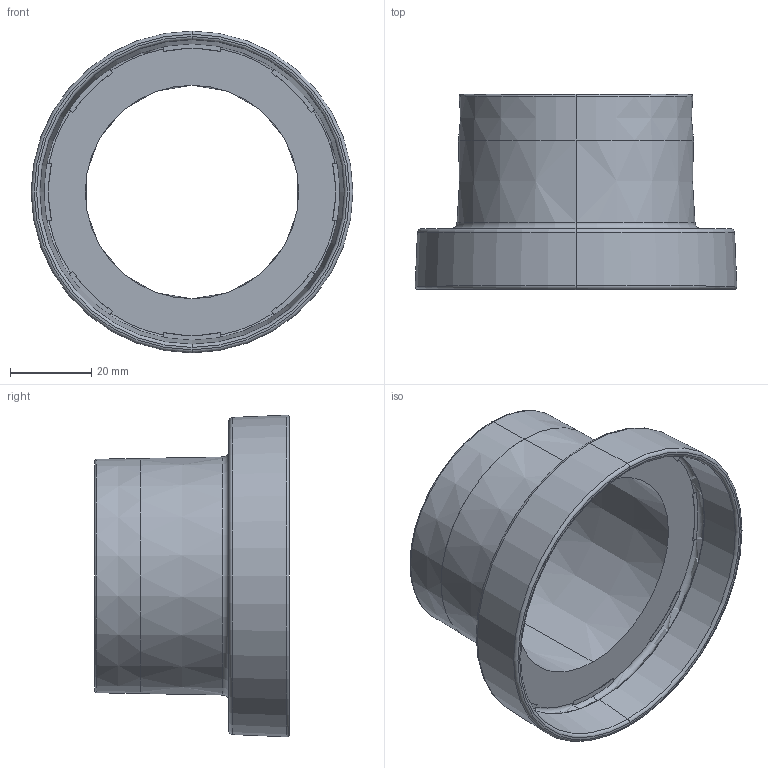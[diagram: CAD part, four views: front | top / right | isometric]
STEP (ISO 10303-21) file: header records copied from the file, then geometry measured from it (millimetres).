
FILE_DESCRIPTION (( 'STEP AP203' ), '1' );
FILE_NAME ('Shop Vacuum Adapter.STEP', '2005-02-04T17:49:03', ( 'mark lockwood' ), ( 'lockwood products inc.' ), 'SwSTEP 2.0', 'SolidWorks 2004146', '' );
FILE_SCHEMA (( 'CONFIG_CONTROL_DESIGN' ));
Length unit declared in the file: inch
Products named in the file (1): Shop Vacuum Adapter
Bounding box: 79.29 x 48.03 x 79.29 mm (x, y, z)
Volume: 27617.7 mm3; surface area: 23231 mm2
Topology: 1 solids, 1 shells, 66 faces, 164 edges, 102 vertices
Faces by surface type: plane 28, torus 20, cone 18
Entity records: 2081 total; most frequent: DIRECTION 404, CARTESIAN_POINT 333, ORIENTED_EDGE 328, AXIS2_PLACEMENT_3D 173, EDGE_CURVE 164, CIRCLE 106, VERTEX_POINT 102, EDGE_LOOP 70
